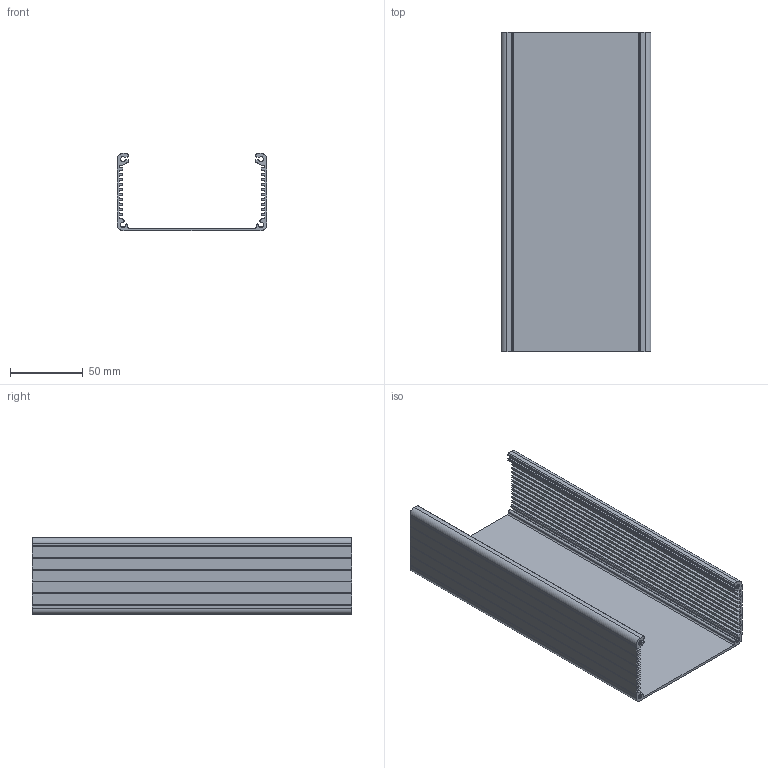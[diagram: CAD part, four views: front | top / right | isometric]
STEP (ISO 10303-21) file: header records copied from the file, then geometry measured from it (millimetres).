
FILE_DESCRIPTION(/* description */ (''),/* implementation_level */ '2;1');
FILE_NAME(/* name */ 'N Extrusion 220mmNoCover.step',/* time_stamp */ '2023-07-20T01:05:18+02:00',/* author */ (''),/* organization */ (''),/* preprocessor_version */ 'ST-DEVELOPER v19.2',/* originating_system */ 'Autodesk Translation Framework v12.6.0.85',/* authorisation */ '');
FILE_SCHEMA (('AUTOMOTIVE_DESIGN { 1 0 10303 214 3 1 1 }'));
Length unit declared in the file: millimetre
Products named in the file (2): (Unsaved); 1455N Extrusion 220mm
Assembly tree (1 placements, depth 2):
  (Unsaved)
    1455N Extrusion 220mm
Bounding box: 103 x 220 x 53 mm (x, y, z)
Volume: 106598.7 mm3; surface area: 126231 mm2
Topology: 1 solids, 1 shells, 218 faces, 648 edges, 432 vertices
Faces by surface type: plane 122, cylinder 96
Entity records: 7404 total; most frequent: CARTESIAN_POINT 1301, ORIENTED_EDGE 1296, DIRECTION 1282, EDGE_CURVE 648, LINE 456, VECTOR 456, VERTEX_POINT 432, AXIS2_PLACEMENT_3D 413
